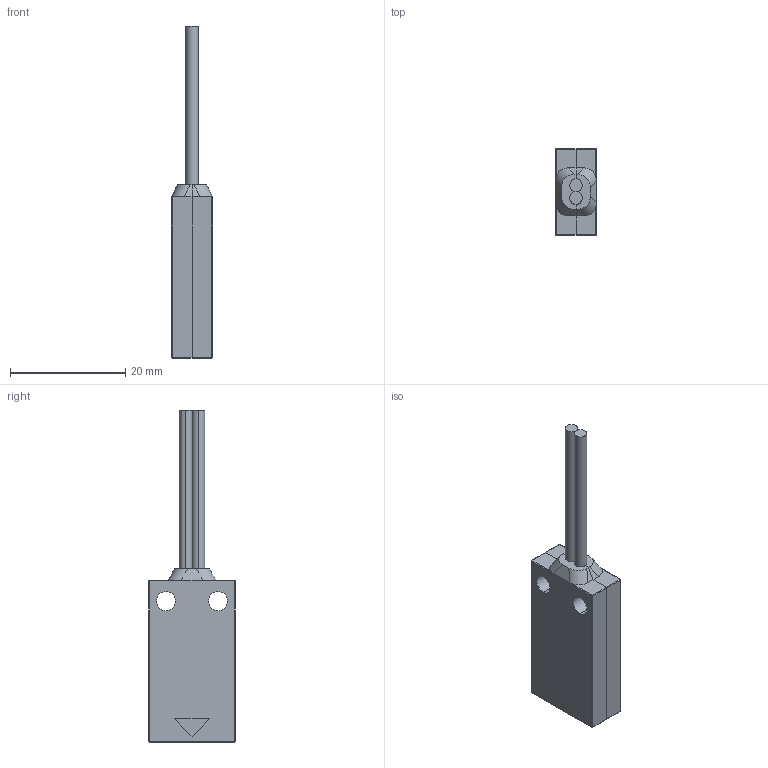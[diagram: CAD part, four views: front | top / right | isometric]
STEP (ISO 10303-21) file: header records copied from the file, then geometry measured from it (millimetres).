
FILE_DESCRIPTION((''),'2;1');
FILE_NAME('PU-11_ASM','2021-10-22T11:01:00',('Administrator'),(''),'CREO PARAMETRIC BY PTC INC, 2018400','CREO PARAMETRIC BY PTC INC, 2018400','');
FILE_SCHEMA(('CONFIG_CONTROL_DESIGN'));
Length unit declared in the file: millimetre
Products named in the file (1): PU-11_ASM
Bounding box: 7 x 15 x 57.5 mm (x, y, z)
Surface area: 3303.4 mm2 (no closed solid volume)
Topology: 0 solids, 5 shells, 216 faces, 540 edges, 344 vertices
Faces by surface type: plane 128, cylinder 50, cone 12, torus 8, sphere 8, bspline 8, extrusion 2
Entity records: 7119 total; most frequent: CARTESIAN_POINT 1916, ORIENTED_EDGE 1064, DIRECTION 1062, EDGE_CURVE 532, AXIS2_PLACEMENT_3D 355, VECTOR 352, LINE 350, VERTEX_POINT 344
